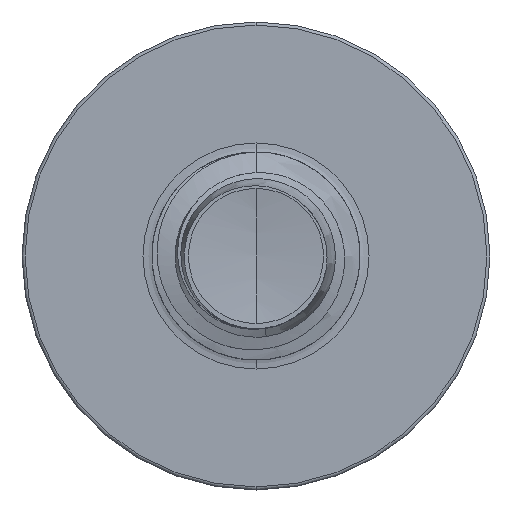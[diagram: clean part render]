
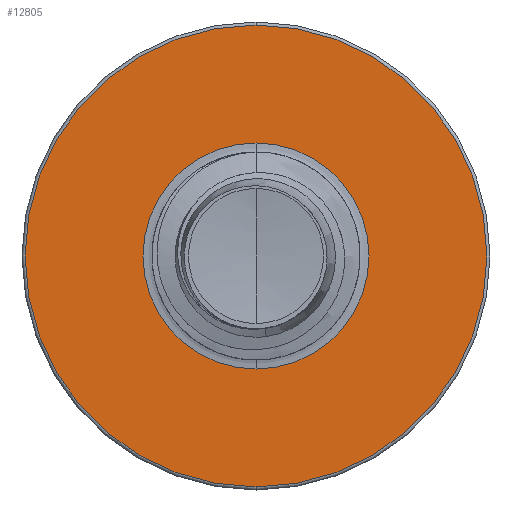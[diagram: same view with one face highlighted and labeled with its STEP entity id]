
A CAD part, front view. The second image highlights one B-rep face of the part: STEP entity #12805.
In plain terms, the highlighted planar face has unit normal (0, -1, 0).
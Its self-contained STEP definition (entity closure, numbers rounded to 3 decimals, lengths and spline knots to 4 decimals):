
#1708 = AXIS2_PLACEMENT_3D ( 'NONE', #12150, #2714, #2665 ) ;
#2376 = EDGE_LOOP ( 'NONE', ( #20957, #25930 ) ) ;
#2400 = CARTESIAN_POINT ( 'NONE',  ( 0., 15., 2.1736 ) ) ;
#2665 = DIRECTION ( 'NONE',  ( 0., 0., 1. ) ) ;
#2714 = DIRECTION ( 'NONE',  ( 0., 1., 0. ) ) ;
#2865 = PLANE ( 'NONE',  #1708 ) ;
#3184 = CIRCLE ( 'NONE', #5263, 2.1736 ) ;
#3288 = VERTEX_POINT ( 'NONE', #4877 ) ;
#4877 = CARTESIAN_POINT ( 'NONE',  ( 0., 15., -2.1736 ) ) ;
#5263 = AXIS2_PLACEMENT_3D ( 'NONE', #22859, #5472, #25102 ) ;
#5472 = DIRECTION ( 'NONE',  ( 0., 1., 0. ) ) ;
#6645 = AXIS2_PLACEMENT_3D ( 'NONE', #11551, #28880, #14642 ) ;
#6755 = CIRCLE ( 'NONE', #6645, 4.44 ) ;
#6986 = DIRECTION ( 'NONE',  ( 0., 1., 0. ) ) ;
#7768 = CARTESIAN_POINT ( 'NONE',  ( 0., 15., 4.44 ) ) ;
#8181 = VERTEX_POINT ( 'NONE', #17327 ) ;
#8319 = AXIS2_PLACEMENT_3D ( 'NONE', #27966, #13199, #30004 ) ;
#10349 = ORIENTED_EDGE ( 'NONE', *, *, #25590, .F. ) ;
#11551 = CARTESIAN_POINT ( 'NONE',  ( 0., 15., 0. ) ) ;
#11950 = VERTEX_POINT ( 'NONE', #7768 ) ;
#12150 = CARTESIAN_POINT ( 'NONE',  ( 0., 15., -2.1736 ) ) ;
#12805 = ADVANCED_FACE ( 'NONE', ( #26061, #13255 ), #2865, .F. ) ;
#13125 = VERTEX_POINT ( 'NONE', #2400 ) ;
#13199 = DIRECTION ( 'NONE',  ( 0., 1., 0. ) ) ;
#13255 = FACE_BOUND ( 'NONE', #2376, .T. ) ;
#14642 = DIRECTION ( 'NONE',  ( 0., 0., 1. ) ) ;
#16441 = CIRCLE ( 'NONE', #8319, 2.1736 ) ;
#17327 = CARTESIAN_POINT ( 'NONE',  ( 0., 15., -4.44 ) ) ;
#19234 = ORIENTED_EDGE ( 'NONE', *, *, #31650, .F. ) ;
#20957 = ORIENTED_EDGE ( 'NONE', *, *, #31606, .T. ) ;
#22506 = CIRCLE ( 'NONE', #30973, 4.44 ) ;
#22859 = CARTESIAN_POINT ( 'NONE',  ( 0., 15., 0. ) ) ;
#23912 = CARTESIAN_POINT ( 'NONE',  ( 0., 15., 0. ) ) ;
#24514 = EDGE_CURVE ( 'NONE', #3288, #13125, #3184, .T. ) ;
#25102 = DIRECTION ( 'NONE',  ( 0., 0., 1. ) ) ;
#25590 = EDGE_CURVE ( 'NONE', #11950, #8181, #6755, .T. ) ;
#25930 = ORIENTED_EDGE ( 'NONE', *, *, #24514, .T. ) ;
#26061 = FACE_OUTER_BOUND ( 'NONE', #28632, .T. ) ;
#26069 = DIRECTION ( 'NONE',  ( 0., 0., 1. ) ) ;
#27966 = CARTESIAN_POINT ( 'NONE',  ( 0., 15., 0. ) ) ;
#28632 = EDGE_LOOP ( 'NONE', ( #10349, #19234 ) ) ;
#28880 = DIRECTION ( 'NONE',  ( 0., 1., 0. ) ) ;
#30004 = DIRECTION ( 'NONE',  ( 0., 0., 1. ) ) ;
#30973 = AXIS2_PLACEMENT_3D ( 'NONE', #23912, #6986, #26069 ) ;
#31606 = EDGE_CURVE ( 'NONE', #13125, #3288, #16441, .T. ) ;
#31650 = EDGE_CURVE ( 'NONE', #8181, #11950, #22506, .T. ) ;
